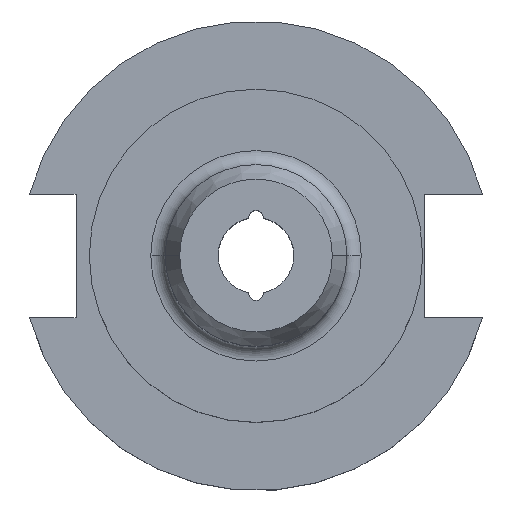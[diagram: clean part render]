
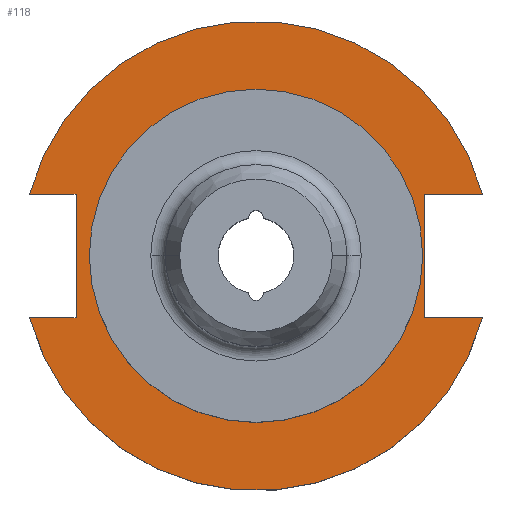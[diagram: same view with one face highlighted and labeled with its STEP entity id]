
A CAD part, top view. The second image highlights one B-rep face of the part: STEP entity #118.
In plain terms, the highlighted planar face has unit normal (0, 0, 1).
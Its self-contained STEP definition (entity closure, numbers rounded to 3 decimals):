
#86 = EDGE_CURVE ( 'NONE', #1230, #1244, #1446, .T. ) ;
#89 = AXIS2_PLACEMENT_3D ( 'NONE', #1737, #870, #1013 ) ;
#92 = AXIS2_PLACEMENT_3D ( 'NONE', #684, #1704, #840 ) ;
#99 = CARTESIAN_POINT ( 'NONE',  ( 35.306, 12.954, 19.05 ) ) ;
#104 = VERTEX_POINT ( 'NONE', #1536 ) ;
#118 = ADVANCED_FACE ( 'NONE', ( #314, #1400 ), #1367, .T. ) ;
#149 = DIRECTION ( 'NONE',  ( 0., 0., 1. ) ) ;
#159 = VERTEX_POINT ( 'NONE', #1814 ) ;
#163 = EDGE_CURVE ( 'NONE', #159, #1819, #828, .T. ) ;
#182 = LINE ( 'NONE', #1429, #778 ) ;
#189 = VERTEX_POINT ( 'NONE', #800 ) ;
#199 = ORIENTED_EDGE ( 'NONE', *, *, #86, .F. ) ;
#210 = EDGE_CURVE ( 'NONE', #1017, #104, #1856, .T. ) ;
#229 = AXIS2_PLACEMENT_3D ( 'NONE', #1863, #1012, #572 ) ;
#251 = VECTOR ( 'NONE', #1580, 1000. ) ;
#259 = ORIENTED_EDGE ( 'NONE', *, *, #163, .F. ) ;
#276 = DIRECTION ( 'NONE',  ( 0., 0., 1. ) ) ;
#314 = FACE_BOUND ( 'NONE', #361, .T. ) ;
#320 = LINE ( 'NONE', #990, #1018 ) ;
#361 = EDGE_LOOP ( 'NONE', ( #199, #927 ) ) ;
#372 = VERTEX_POINT ( 'NONE', #883 ) ;
#461 = VECTOR ( 'NONE', #1420, 1000. ) ;
#469 = CARTESIAN_POINT ( 'NONE',  ( 47.477, 12.954, 19.05 ) ) ;
#484 = EDGE_CURVE ( 'NONE', #1017, #372, #1089, .T. ) ;
#572 = DIRECTION ( 'NONE',  ( 1., 0., 0. ) ) ;
#577 = EDGE_CURVE ( 'NONE', #189, #1520, #953, .T. ) ;
#592 = ORIENTED_EDGE ( 'NONE', *, *, #1443, .F. ) ;
#617 = CIRCLE ( 'NONE', #92, 34.925 ) ;
#636 = ORIENTED_EDGE ( 'NONE', *, *, #801, .F. ) ;
#644 = DIRECTION ( 'NONE',  ( -1., 0., 0. ) ) ;
#684 = CARTESIAN_POINT ( 'NONE',  ( 0., 0., 19.05 ) ) ;
#685 = VECTOR ( 'NONE', #644, 1000. ) ;
#704 = CARTESIAN_POINT ( 'NONE',  ( -37.719, 12.954, 19.05 ) ) ;
#731 = CARTESIAN_POINT ( 'NONE',  ( -47.477, -12.954, 19.05 ) ) ;
#732 = LINE ( 'NONE', #1251, #1810 ) ;
#778 = VECTOR ( 'NONE', #1292, 1000. ) ;
#790 = AXIS2_PLACEMENT_3D ( 'NONE', #1124, #276, #1271 ) ;
#800 = CARTESIAN_POINT ( 'NONE',  ( 35.306, -12.954, 19.05 ) ) ;
#801 = EDGE_CURVE ( 'NONE', #893, #159, #732, .T. ) ;
#808 = CARTESIAN_POINT ( 'NONE',  ( 47.477, -12.954, 19.05 ) ) ;
#828 = LINE ( 'NONE', #704, #461 ) ;
#840 = DIRECTION ( 'NONE',  ( 1., 0., 0. ) ) ;
#858 = CARTESIAN_POINT ( 'NONE',  ( -34.925, 0., 19.05 ) ) ;
#870 = DIRECTION ( 'NONE',  ( 0., 0., 1. ) ) ;
#883 = CARTESIAN_POINT ( 'NONE',  ( -47.477, 12.954, 19.05 ) ) ;
#893 = VERTEX_POINT ( 'NONE', #731 ) ;
#927 = ORIENTED_EDGE ( 'NONE', *, *, #1730, .F. ) ;
#953 = LINE ( 'NONE', #1881, #251 ) ;
#960 = ORIENTED_EDGE ( 'NONE', *, *, #210, .F. ) ;
#990 = CARTESIAN_POINT ( 'NONE',  ( 35.306, 12.954, 19.05 ) ) ;
#995 = CARTESIAN_POINT ( 'NONE',  ( 34.925, 0., 19.05 ) ) ;
#1012 = DIRECTION ( 'NONE',  ( 0., 0., 1. ) ) ;
#1013 = DIRECTION ( 'NONE',  ( 1., 0., 0. ) ) ;
#1017 = VERTEX_POINT ( 'NONE', #469 ) ;
#1018 = VECTOR ( 'NONE', #1705, 1000. ) ;
#1068 = DIRECTION ( 'NONE',  ( 1., 0., 0. ) ) ;
#1089 = CIRCLE ( 'NONE', #89, 49.212 ) ;
#1124 = CARTESIAN_POINT ( 'NONE',  ( 0., 0., 19.05 ) ) ;
#1140 = CARTESIAN_POINT ( 'NONE',  ( 0., 0., 19.05 ) ) ;
#1228 = CIRCLE ( 'NONE', #790, 49.212 ) ;
#1230 = VERTEX_POINT ( 'NONE', #995 ) ;
#1243 = EDGE_CURVE ( 'NONE', #1819, #372, #182, .T. ) ;
#1244 = VERTEX_POINT ( 'NONE', #858 ) ;
#1251 = CARTESIAN_POINT ( 'NONE',  ( -63.719, -12.954, 19.05 ) ) ;
#1271 = DIRECTION ( 'NONE',  ( 1., 0., 0. ) ) ;
#1292 = DIRECTION ( 'NONE',  ( -1., 0., 0. ) ) ;
#1315 = ORIENTED_EDGE ( 'NONE', *, *, #1576, .T. ) ;
#1364 = ORIENTED_EDGE ( 'NONE', *, *, #484, .T. ) ;
#1367 = PLANE ( 'NONE',  #229 ) ;
#1396 = AXIS2_PLACEMENT_3D ( 'NONE', #1140, #149, #1868 ) ;
#1400 = FACE_OUTER_BOUND ( 'NONE', #1619, .T. ) ;
#1420 = DIRECTION ( 'NONE',  ( 0., 1., 0. ) ) ;
#1429 = CARTESIAN_POINT ( 'NONE',  ( -63.719, 12.954, 19.05 ) ) ;
#1443 = EDGE_CURVE ( 'NONE', #104, #189, #320, .T. ) ;
#1446 = CIRCLE ( 'NONE', #1396, 34.925 ) ;
#1520 = VERTEX_POINT ( 'NONE', #808 ) ;
#1536 = CARTESIAN_POINT ( 'NONE',  ( 35.306, 12.954, 19.05 ) ) ;
#1576 = EDGE_CURVE ( 'NONE', #893, #1520, #1228, .T. ) ;
#1580 = DIRECTION ( 'NONE',  ( 1., 0., 0. ) ) ;
#1619 = EDGE_LOOP ( 'NONE', ( #1315, #1690, #592, #960, #1364, #1746, #259, #636 ) ) ;
#1690 = ORIENTED_EDGE ( 'NONE', *, *, #577, .F. ) ;
#1704 = DIRECTION ( 'NONE',  ( 0., 0., 1. ) ) ;
#1705 = DIRECTION ( 'NONE',  ( 0., -1., 0. ) ) ;
#1730 = EDGE_CURVE ( 'NONE', #1244, #1230, #617, .T. ) ;
#1737 = CARTESIAN_POINT ( 'NONE',  ( 0., 0., 19.05 ) ) ;
#1746 = ORIENTED_EDGE ( 'NONE', *, *, #1243, .F. ) ;
#1810 = VECTOR ( 'NONE', #1068, 1000. ) ;
#1814 = CARTESIAN_POINT ( 'NONE',  ( -37.719, -12.954, 19.05 ) ) ;
#1819 = VERTEX_POINT ( 'NONE', #1880 ) ;
#1856 = LINE ( 'NONE', #99, #685 ) ;
#1863 = CARTESIAN_POINT ( 'NONE',  ( 0., 49.212, 19.05 ) ) ;
#1868 = DIRECTION ( 'NONE',  ( 1., 0., 0. ) ) ;
#1880 = CARTESIAN_POINT ( 'NONE',  ( -37.719, 12.954, 19.05 ) ) ;
#1881 = CARTESIAN_POINT ( 'NONE',  ( 35.306, -12.954, 19.05 ) ) ;
